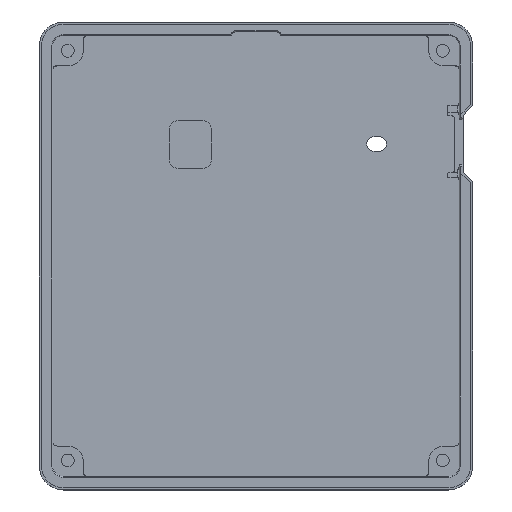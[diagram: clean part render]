
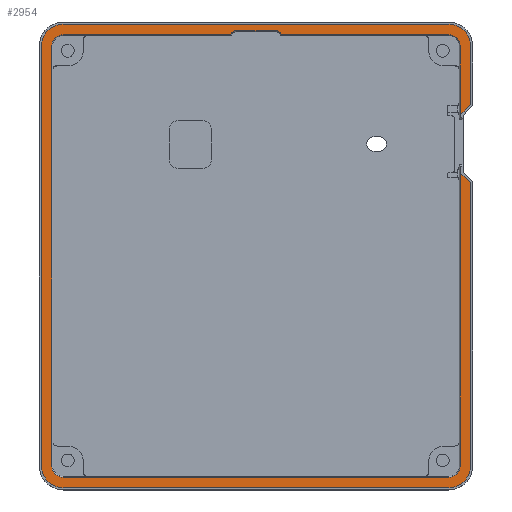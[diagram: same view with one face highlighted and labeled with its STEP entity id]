
A CAD part, top view. The second image highlights one B-rep face of the part: STEP entity #2954.
In plain terms, the highlighted planar face has unit normal (0, 0, 1).
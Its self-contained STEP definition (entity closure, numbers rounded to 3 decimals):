
#157=PLANE('',#3214);
#289=FACE_OUTER_BOUND('',#458,.T.);
#458=EDGE_LOOP('',(#2410,#2411,#2412,#2413,#2414,#2415,#2416,#2417,#2418,
#2419,#2420,#2421,#2422,#2423,#2424,#2425,#2426,#2427,#2428,#2429,#2430,
#2431,#2432,#2433,#2434,#2435,#2436,#2437));
#559=CIRCLE('',#3101,2.5);
#561=CIRCLE('',#3104,2.5);
#563=CIRCLE('',#3107,2.5);
#573=CIRCLE('',#3129,4.8);
#575=CIRCLE('',#3133,4.8);
#577=CIRCLE('',#3137,4.8);
#579=CIRCLE('',#3141,4.8);
#600=CIRCLE('',#3182,1.45);
#608=CIRCLE('',#3199,1.45);
#615=CIRCLE('',#3215,2.5);
#708=LINE('',#4846,#1004);
#735=LINE('',#4931,#1031);
#739=LINE('',#4939,#1035);
#743=LINE('',#4951,#1039);
#747=LINE('',#4963,#1043);
#751=LINE('',#4975,#1047);
#755=LINE('',#4987,#1051);
#758=LINE('',#4993,#1054);
#762=LINE('',#5001,#1058);
#775=LINE('',#5035,#1071);
#781=LINE('',#5052,#1077);
#789=LINE('',#5075,#1085);
#797=LINE('',#5098,#1093);
#805=LINE('',#5126,#1101);
#839=LINE('',#5270,#1135);
#840=LINE('',#5271,#1136);
#841=LINE('',#5273,#1137);
#842=LINE('',#5276,#1138);
#1004=VECTOR('',#3505,10.);
#1031=VECTOR('',#3586,10.);
#1035=VECTOR('',#3592,10.);
#1039=VECTOR('',#3604,10.);
#1043=VECTOR('',#3616,10.);
#1047=VECTOR('',#3628,10.);
#1051=VECTOR('',#3640,10.);
#1054=VECTOR('',#3645,10.);
#1058=VECTOR('',#3651,10.);
#1071=VECTOR('',#3682,10.);
#1077=VECTOR('',#3696,10.);
#1085=VECTOR('',#3718,10.);
#1093=VECTOR('',#3740,10.);
#1101=VECTOR('',#3762,10.);
#1135=VECTOR('',#3866,10.);
#1136=VECTOR('',#3867,10.);
#1137=VECTOR('',#3868,10.);
#1138=VECTOR('',#3871,10.);
#1315=VERTEX_POINT('',#4842);
#1317=VERTEX_POINT('',#4845);
#1320=VERTEX_POINT('',#4852);
#1321=VERTEX_POINT('',#4854);
#1324=VERTEX_POINT('',#4861);
#1325=VERTEX_POINT('',#4863);
#1328=VERTEX_POINT('',#4870);
#1329=VERTEX_POINT('',#4872);
#1347=VERTEX_POINT('',#4929);
#1348=VERTEX_POINT('',#4930);
#1351=VERTEX_POINT('',#4938);
#1353=VERTEX_POINT('',#4944);
#1355=VERTEX_POINT('',#4950);
#1357=VERTEX_POINT('',#4956);
#1359=VERTEX_POINT('',#4962);
#1361=VERTEX_POINT('',#4968);
#1363=VERTEX_POINT('',#4974);
#1365=VERTEX_POINT('',#4980);
#1367=VERTEX_POINT('',#4986);
#1369=VERTEX_POINT('',#4992);
#1372=VERTEX_POINT('',#4999);
#1383=VERTEX_POINT('',#5031);
#1416=VERTEX_POINT('',#5121);
#1439=VERTEX_POINT('',#5211);
#1452=VERTEX_POINT('',#5268);
#1453=VERTEX_POINT('',#5269);
#1454=VERTEX_POINT('',#5272);
#1455=VERTEX_POINT('',#5274);
#1628=EDGE_CURVE('',#1315,#1317,#708,.T.);
#1632=EDGE_CURVE('',#1320,#1321,#559,.T.);
#1636=EDGE_CURVE('',#1324,#1325,#561,.T.);
#1640=EDGE_CURVE('',#1328,#1329,#563,.T.);
#1669=EDGE_CURVE('',#1347,#1348,#735,.T.);
#1673=EDGE_CURVE('',#1351,#1347,#739,.T.);
#1676=EDGE_CURVE('',#1353,#1351,#573,.T.);
#1679=EDGE_CURVE('',#1355,#1353,#743,.T.);
#1682=EDGE_CURVE('',#1357,#1355,#575,.T.);
#1685=EDGE_CURVE('',#1359,#1357,#747,.T.);
#1688=EDGE_CURVE('',#1361,#1359,#577,.T.);
#1691=EDGE_CURVE('',#1363,#1361,#751,.T.);
#1694=EDGE_CURVE('',#1365,#1363,#579,.T.);
#1697=EDGE_CURVE('',#1367,#1365,#755,.T.);
#1700=EDGE_CURVE('',#1369,#1367,#758,.T.);
#1704=EDGE_CURVE('',#1372,#1369,#762,.T.);
#1721=EDGE_CURVE('',#1329,#1383,#775,.T.);
#1729=EDGE_CURVE('',#1372,#1383,#781,.T.);
#1741=EDGE_CURVE('',#1325,#1328,#789,.T.);
#1753=EDGE_CURVE('',#1321,#1324,#797,.T.);
#1766=EDGE_CURVE('',#1416,#1320,#805,.T.);
#1769=EDGE_CURVE('',#1317,#1416,#600,.T.);
#1798=EDGE_CURVE('',#1439,#1315,#608,.T.);
#1821=EDGE_CURVE('',#1452,#1453,#839,.T.);
#1822=EDGE_CURVE('',#1348,#1453,#840,.T.);
#1823=EDGE_CURVE('',#1454,#1439,#841,.T.);
#1824=EDGE_CURVE('',#1455,#1454,#615,.T.);
#1825=EDGE_CURVE('',#1452,#1455,#842,.T.);
#2410=ORIENTED_EDGE('',*,*,#1821,.T.);
#2411=ORIENTED_EDGE('',*,*,#1822,.F.);
#2412=ORIENTED_EDGE('',*,*,#1669,.F.);
#2413=ORIENTED_EDGE('',*,*,#1673,.F.);
#2414=ORIENTED_EDGE('',*,*,#1676,.F.);
#2415=ORIENTED_EDGE('',*,*,#1679,.F.);
#2416=ORIENTED_EDGE('',*,*,#1682,.F.);
#2417=ORIENTED_EDGE('',*,*,#1685,.F.);
#2418=ORIENTED_EDGE('',*,*,#1688,.F.);
#2419=ORIENTED_EDGE('',*,*,#1691,.F.);
#2420=ORIENTED_EDGE('',*,*,#1694,.F.);
#2421=ORIENTED_EDGE('',*,*,#1697,.F.);
#2422=ORIENTED_EDGE('',*,*,#1700,.F.);
#2423=ORIENTED_EDGE('',*,*,#1704,.F.);
#2424=ORIENTED_EDGE('',*,*,#1729,.T.);
#2425=ORIENTED_EDGE('',*,*,#1721,.F.);
#2426=ORIENTED_EDGE('',*,*,#1640,.F.);
#2427=ORIENTED_EDGE('',*,*,#1741,.F.);
#2428=ORIENTED_EDGE('',*,*,#1636,.F.);
#2429=ORIENTED_EDGE('',*,*,#1753,.F.);
#2430=ORIENTED_EDGE('',*,*,#1632,.F.);
#2431=ORIENTED_EDGE('',*,*,#1766,.F.);
#2432=ORIENTED_EDGE('',*,*,#1769,.F.);
#2433=ORIENTED_EDGE('',*,*,#1628,.F.);
#2434=ORIENTED_EDGE('',*,*,#1798,.F.);
#2435=ORIENTED_EDGE('',*,*,#1823,.F.);
#2436=ORIENTED_EDGE('',*,*,#1824,.F.);
#2437=ORIENTED_EDGE('',*,*,#1825,.F.);
#2954=ADVANCED_FACE('',(#289),#157,.T.);
#3101=AXIS2_PLACEMENT_3D('',#4855,#3511,#3512);
#3104=AXIS2_PLACEMENT_3D('',#4864,#3519,#3520);
#3107=AXIS2_PLACEMENT_3D('',#4873,#3527,#3528);
#3129=AXIS2_PLACEMENT_3D('',#4945,#3597,#3598);
#3133=AXIS2_PLACEMENT_3D('',#4957,#3609,#3610);
#3137=AXIS2_PLACEMENT_3D('',#4969,#3621,#3622);
#3141=AXIS2_PLACEMENT_3D('',#4981,#3633,#3634);
#3182=AXIS2_PLACEMENT_3D('',#5130,#3768,#3769);
#3199=AXIS2_PLACEMENT_3D('',#5215,#3819,#3820);
#3214=AXIS2_PLACEMENT_3D('',#5267,#3864,#3865);
#3215=AXIS2_PLACEMENT_3D('',#5275,#3869,#3870);
#3505=DIRECTION('',(-1.,0.,0.));
#3511=DIRECTION('center_axis',(0.,0.,1.));
#3512=DIRECTION('ref_axis',(-1.,0.,0.));
#3519=DIRECTION('center_axis',(0.,0.,1.));
#3520=DIRECTION('ref_axis',(0.,-1.,0.));
#3527=DIRECTION('center_axis',(0.,0.,1.));
#3528=DIRECTION('ref_axis',(1.,0.,0.));
#3586=DIRECTION('',(-0.707,-0.707,0.));
#3592=DIRECTION('',(0.,-1.,0.));
#3597=DIRECTION('center_axis',(0.,0.,-1.));
#3598=DIRECTION('ref_axis',(1.,0.,0.));
#3604=DIRECTION('',(1.,0.,0.));
#3609=DIRECTION('center_axis',(0.,0.,-1.));
#3610=DIRECTION('ref_axis',(0.,1.,0.));
#3616=DIRECTION('',(0.,1.,0.));
#3621=DIRECTION('center_axis',(0.,0.,-1.));
#3622=DIRECTION('ref_axis',(-1.,0.,0.));
#3628=DIRECTION('',(-1.,0.,0.));
#3633=DIRECTION('center_axis',(0.,0.,-1.));
#3634=DIRECTION('ref_axis',(0.,-1.,0.));
#3640=DIRECTION('',(0.,-1.,0.));
#3645=DIRECTION('',(0.707,-0.707,0.));
#3651=DIRECTION('',(0.,-1.,0.));
#3682=DIRECTION('',(0.,1.,0.));
#3696=DIRECTION('',(-1.,0.,0.));
#3718=DIRECTION('',(1.,0.,0.));
#3740=DIRECTION('',(0.,-1.,0.));
#3762=DIRECTION('',(-1.,0.,0.));
#3768=DIRECTION('center_axis',(0.,0.,1.));
#3769=DIRECTION('ref_axis',(-0.954,0.299,0.));
#3819=DIRECTION('center_axis',(0.,0.,1.));
#3820=DIRECTION('ref_axis',(0.954,0.299,0.));
#3864=DIRECTION('center_axis',(0.,0.,1.));
#3865=DIRECTION('ref_axis',(1.,0.,0.));
#3866=DIRECTION('',(1.,0.,0.));
#3867=DIRECTION('',(0.,-1.,0.));
#3868=DIRECTION('',(-1.,0.,0.));
#3869=DIRECTION('center_axis',(0.,0.,1.));
#3870=DIRECTION('ref_axis',(0.,1.,0.));
#3871=DIRECTION('',(0.,1.,0.));
#4842=CARTESIAN_POINT('',(93.232,55.2,-5.1));
#4845=CARTESIAN_POINT('',(84.667,55.2,-5.1));
#4846=CARTESIAN_POINT('',(91.687,55.2,-5.1));
#4852=CARTESIAN_POINT('',(45.95,54.324,-5.1));
#4854=CARTESIAN_POINT('',(43.45,51.824,-5.1));
#4855=CARTESIAN_POINT('Origin',(45.95,51.824,-5.1));
#4861=CARTESIAN_POINT('',(43.45,-41.921,-5.1));
#4863=CARTESIAN_POINT('',(45.95,-44.421,-5.1));
#4864=CARTESIAN_POINT('Origin',(45.95,-41.921,-5.1));
#4870=CARTESIAN_POINT('',(131.95,-44.421,-5.1));
#4872=CARTESIAN_POINT('',(134.45,-41.921,-5.1));
#4873=CARTESIAN_POINT('Origin',(131.95,-41.921,-5.1));
#4929=CARTESIAN_POINT('',(136.75,38.691,-5.1));
#4930=CARTESIAN_POINT('',(134.628,36.57,-5.1));
#4931=CARTESIAN_POINT('',(116.365,18.306,-5.1));
#4938=CARTESIAN_POINT('',(136.75,51.824,-5.1));
#4939=CARTESIAN_POINT('',(136.75,28.388,-5.1));
#4944=CARTESIAN_POINT('',(131.95,56.624,-5.1));
#4945=CARTESIAN_POINT('Origin',(131.95,51.824,-5.1));
#4950=CARTESIAN_POINT('',(45.95,56.624,-5.1));
#4951=CARTESIAN_POINT('',(67.45,56.624,-5.1));
#4956=CARTESIAN_POINT('',(41.15,51.824,-5.1));
#4957=CARTESIAN_POINT('Origin',(45.95,51.824,-5.1));
#4962=CARTESIAN_POINT('',(41.15,-41.921,-5.1));
#4963=CARTESIAN_POINT('',(41.15,-18.485,-5.1));
#4968=CARTESIAN_POINT('',(45.95,-46.721,-5.1));
#4969=CARTESIAN_POINT('Origin',(45.95,-41.921,-5.1));
#4974=CARTESIAN_POINT('',(131.95,-46.721,-5.1));
#4975=CARTESIAN_POINT('',(110.45,-46.721,-5.1));
#4980=CARTESIAN_POINT('',(136.75,-41.921,-5.1));
#4981=CARTESIAN_POINT('Origin',(131.95,-41.921,-5.1));
#4986=CARTESIAN_POINT('',(136.75,21.302,-5.1));
#4987=CARTESIAN_POINT('',(136.75,13.127,-5.1));
#4992=CARTESIAN_POINT('',(134.628,23.423,-5.1));
#4993=CARTESIAN_POINT('',(127.827,30.225,-5.1));
#4999=CARTESIAN_POINT('',(134.628,24.93,-5.1));
#5001=CARTESIAN_POINT('',(134.628,20.761,-5.1));
#5031=CARTESIAN_POINT('',(134.45,24.93,-5.1));
#5035=CARTESIAN_POINT('',(134.45,-18.485,-5.1));
#5052=CARTESIAN_POINT('',(111.6,24.93,-5.1));
#5075=CARTESIAN_POINT('',(67.45,-44.421,-5.1));
#5098=CARTESIAN_POINT('',(43.45,28.388,-5.1));
#5121=CARTESIAN_POINT('',(83.336,54.324,-5.1));
#5126=CARTESIAN_POINT('',(110.45,54.324,-5.1));
#5130=CARTESIAN_POINT('Origin',(84.667,53.75,-5.1));
#5211=CARTESIAN_POINT('',(94.563,54.324,-5.1));
#5215=CARTESIAN_POINT('Origin',(93.232,53.75,-5.1));
#5267=CARTESIAN_POINT('Origin',(88.95,4.951,-5.1));
#5268=CARTESIAN_POINT('',(134.45,35.79,-5.1));
#5269=CARTESIAN_POINT('',(134.628,35.79,-5.1));
#5270=CARTESIAN_POINT('',(112.039,35.79,-5.1));
#5271=CARTESIAN_POINT('',(134.628,20.761,-5.1));
#5272=CARTESIAN_POINT('',(131.95,54.324,-5.1));
#5273=CARTESIAN_POINT('',(110.45,54.324,-5.1));
#5274=CARTESIAN_POINT('',(134.45,51.824,-5.1));
#5275=CARTESIAN_POINT('Origin',(131.95,51.824,-5.1));
#5276=CARTESIAN_POINT('',(134.45,-18.485,-5.1));
